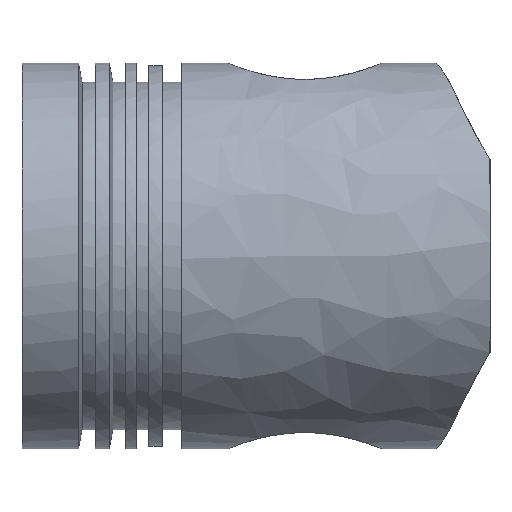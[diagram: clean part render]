
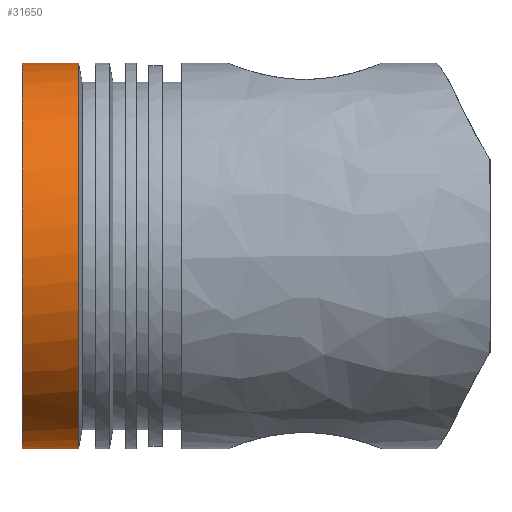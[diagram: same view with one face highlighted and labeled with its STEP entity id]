
A CAD part, left-side view. The second image highlights one B-rep face of the part: STEP entity #31650.
In plain terms, the highlighted free-form (B-spline) face has degree [3, 3] with [4, 4] control points.
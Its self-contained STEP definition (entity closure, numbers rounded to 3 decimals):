
#31650 = ADVANCED_FACE('',(#31651),#31687,.T.);
#31651 = FACE_BOUND('',#31652,.T.);
#31652 = EDGE_LOOP('',(#31653,#31662,#31672,#31679));
#31653 = ORIENTED_EDGE('',*,*,#31654,.T.);
#31654 = EDGE_CURVE('',#31655,#31657,#31659,.T.);
#31655 = VERTEX_POINT('',#31656);
#31656 = CARTESIAN_POINT('',(0.,104.881,
    -71.445));
#31657 = VERTEX_POINT('',#31658);
#31658 = CARTESIAN_POINT('',(0.,83.924,
    -71.445));
#31659 = B_SPLINE_CURVE_WITH_KNOTS('',1,(#31660,#31661),.UNSPECIFIED.,
  .F.,.F.,(2,2),(0.,22.),.PIECEWISE_BEZIER_KNOTS.);
#31660 = CARTESIAN_POINT('',(0.,104.881,-71.445));
#31661 = CARTESIAN_POINT('',(0.,83.924,-71.445));
#31662 = ORIENTED_EDGE('',*,*,#31663,.T.);
#31663 = EDGE_CURVE('',#31657,#31664,#31666,.T.);
#31664 = VERTEX_POINT('',#31665);
#31665 = CARTESIAN_POINT('',(0.,83.924,
    71.445));
#31666 = ( BOUNDED_CURVE() B_SPLINE_CURVE(2,(#31667,#31668,#31669,#31670
,#31671),.UNSPECIFIED.,.F.,.F.) B_SPLINE_CURVE_WITH_KNOTS((3,2,3),(0.,
1.569,3.138),.PIECEWISE_BEZIER_KNOTS.) CURVE() 
GEOMETRIC_REPRESENTATION_ITEM() RATIONAL_B_SPLINE_CURVE((1.,
0.708,1.,0.708,1.)) REPRESENTATION_ITEM('') );
#31667 = CARTESIAN_POINT('',(0.,83.924,
    -71.445));
#31668 = CARTESIAN_POINT('',(-71.323,83.924,
    -71.323));
#31669 = CARTESIAN_POINT('',(-71.323,83.924,
    0.));
#31670 = CARTESIAN_POINT('',(-71.323,83.924,
    71.323));
#31671 = CARTESIAN_POINT('',(0.,83.924,
    71.445));
#31672 = ORIENTED_EDGE('',*,*,#31673,.T.);
#31673 = EDGE_CURVE('',#31664,#31674,#31676,.T.);
#31674 = VERTEX_POINT('',#31675);
#31675 = CARTESIAN_POINT('',(0.,104.881,
    71.445));
#31676 = B_SPLINE_CURVE_WITH_KNOTS('',1,(#31677,#31678),.UNSPECIFIED.,
  .F.,.F.,(2,2),(0.,22.),.PIECEWISE_BEZIER_KNOTS.);
#31677 = CARTESIAN_POINT('',(0.,83.924,71.445));
#31678 = CARTESIAN_POINT('',(0.,104.881,71.445));
#31679 = ORIENTED_EDGE('',*,*,#31680,.T.);
#31680 = EDGE_CURVE('',#31674,#31655,#31681,.T.);
#31681 = ( BOUNDED_CURVE() B_SPLINE_CURVE(2,(#31682,#31683,#31684,#31685
,#31686),.UNSPECIFIED.,.F.,.F.) B_SPLINE_CURVE_WITH_KNOTS((3,2,3),(0.,
1.569,3.138),.PIECEWISE_BEZIER_KNOTS.) CURVE() 
GEOMETRIC_REPRESENTATION_ITEM() RATIONAL_B_SPLINE_CURVE((1.,
0.708,1.,0.708,1.)) REPRESENTATION_ITEM('') );
#31682 = CARTESIAN_POINT('',(0.,104.881,
    71.445));
#31683 = CARTESIAN_POINT('',(-71.323,104.881,
    71.323));
#31684 = CARTESIAN_POINT('',(-71.323,104.881,
    0.));
#31685 = CARTESIAN_POINT('',(-71.323,104.881,
    -71.323));
#31686 = CARTESIAN_POINT('',(0.,104.881,
    -71.445));
#31687 = ( BOUNDED_SURFACE() B_SPLINE_SURFACE(3,3,(
    (#31688,#31689,#31690,#31691)
    ,(#31692,#31693,#31694,#31695)
    ,(#31696,#31697,#31698,#31699)
    ,(#31700,#31701,#31702,#31703
)),.UNSPECIFIED.,.F.,.F.,.F.) B_SPLINE_SURFACE_WITH_KNOTS((4,4),(4,4),(
    0.,1.),(0.,1.),.PIECEWISE_BEZIER_KNOTS.) 
GEOMETRIC_REPRESENTATION_ITEM() RATIONAL_B_SPLINE_SURFACE((
    (1.,1.,1.,1.)
    ,(0.334,0.334,0.334,0.334)
    ,(0.334,0.334,0.334,0.334)
,(1.,1.,1.,1.))) REPRESENTATION_ITEM('') SURFACE() );
#31688 = CARTESIAN_POINT('',(0.,83.924,-71.445));
#31689 = CARTESIAN_POINT('',(0.,90.91,-71.445));
#31690 = CARTESIAN_POINT('',(0.,97.895,-71.445));
#31691 = CARTESIAN_POINT('',(0.,104.881,-71.445));
#31692 = CARTESIAN_POINT('',(-142.405,83.924,
    -71.203));
#31693 = CARTESIAN_POINT('',(-142.405,90.91,
    -71.203));
#31694 = CARTESIAN_POINT('',(-142.405,97.895,
    -71.203));
#31695 = CARTESIAN_POINT('',(-142.405,104.881,
    -71.203));
#31696 = CARTESIAN_POINT('',(-142.405,83.924,
    71.203));
#31697 = CARTESIAN_POINT('',(-142.405,90.91,
    71.203));
#31698 = CARTESIAN_POINT('',(-142.405,97.895,
    71.203));
#31699 = CARTESIAN_POINT('',(-142.405,104.881,
    71.203));
#31700 = CARTESIAN_POINT('',(0.,83.924,71.445));
#31701 = CARTESIAN_POINT('',(0.,90.91,71.445));
#31702 = CARTESIAN_POINT('',(0.,97.895,71.445));
#31703 = CARTESIAN_POINT('',(0.,104.881,71.445));
